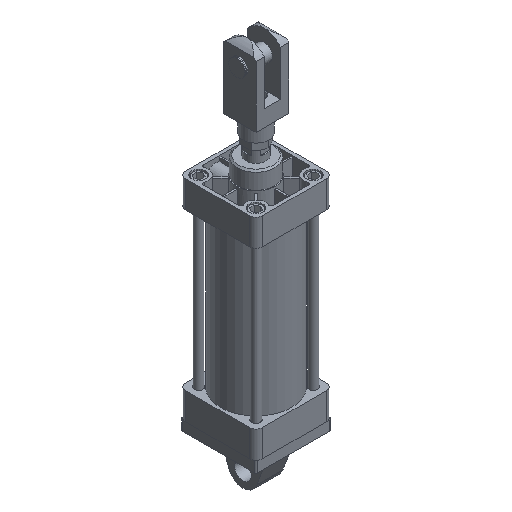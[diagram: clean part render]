
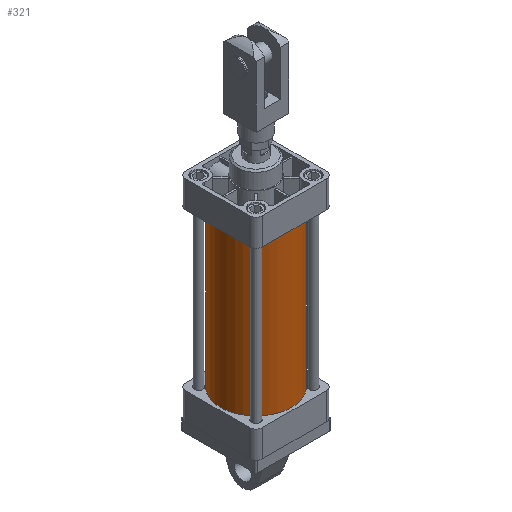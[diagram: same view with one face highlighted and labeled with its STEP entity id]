
A CAD part, isometric view. The second image highlights one B-rep face of the part: STEP entity #321.
In plain terms, the highlighted cylindrical face has radius 43.5 mm (diameter 87 mm), a full revolution.
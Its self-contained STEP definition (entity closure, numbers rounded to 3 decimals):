
#321 = ADVANCED_FACE( '', ( #855, #856 ), #857, .T. );
#855 = FACE_OUTER_BOUND( '', #1838, .T. );
#856 = FACE_OUTER_BOUND( '', #1839, .T. );
#857 = CYLINDRICAL_SURFACE( '', #1840, 43.5 );
#1838 = EDGE_LOOP( '', ( #3142 ) );
#1839 = EDGE_LOOP( '', ( #3143 ) );
#1840 = AXIS2_PLACEMENT_3D( '', #3144, #3145, #3146 );
#3142 = ORIENTED_EDGE( '', *, *, #5790, .F. );
#3143 = ORIENTED_EDGE( '', *, *, #5791, .T. );
#3144 = CARTESIAN_POINT( '', ( 0., 0., 95.5 ) );
#3145 = DIRECTION( '', ( 0., 0., 1. ) );
#3146 = DIRECTION( '', ( -1., 0., 0. ) );
#5790 = EDGE_CURVE( '', #6863, #6863, #6864, .T. );
#5791 = EDGE_CURVE( '', #6865, #6865, #6866, .T. );
#6863 = VERTEX_POINT( '', #8586 );
#6864 = CIRCLE( '', #8587, 43.5 );
#6865 = VERTEX_POINT( '', #8588 );
#6866 = CIRCLE( '', #8589, 43.5 );
#8586 = CARTESIAN_POINT( '', ( 43.5, 0., 95.5 ) );
#8587 = AXIS2_PLACEMENT_3D( '', #10798, #10799, #10800 );
#8588 = CARTESIAN_POINT( '', ( 43.5, 0., -95.5 ) );
#8589 = AXIS2_PLACEMENT_3D( '', #10801, #10802, #10803 );
#10798 = CARTESIAN_POINT( '', ( 0., 0., 95.5 ) );
#10799 = DIRECTION( '', ( 0., 0., 1. ) );
#10800 = DIRECTION( '', ( 1., 0., 0. ) );
#10801 = CARTESIAN_POINT( '', ( 0., 0., -95.5 ) );
#10802 = DIRECTION( '', ( 0., 0., 1. ) );
#10803 = DIRECTION( '', ( 1., 0., 0. ) );
